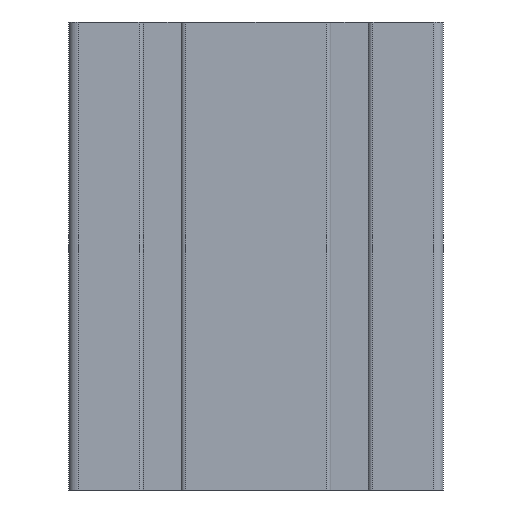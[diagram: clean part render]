
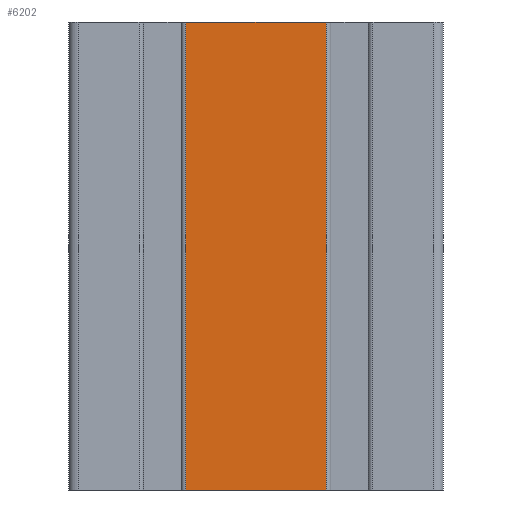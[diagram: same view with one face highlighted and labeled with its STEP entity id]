
A CAD part, left-side view. The second image highlights one B-rep face of the part: STEP entity #6202.
In plain terms, the highlighted planar face has unit normal (-1, 0, 0).
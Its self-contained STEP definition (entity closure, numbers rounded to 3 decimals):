
#186=PLANE('',#6802);
#492=FACE_OUTER_BOUND('',#806,.T.);
#806=EDGE_LOOP('',(#5085,#5086,#5087,#5088));
#1096=LINE('',#9437,#1720);
#1113=LINE('',#9487,#1737);
#1436=LINE('',#10445,#2060);
#1437=LINE('',#10446,#2061);
#1720=VECTOR('',#7596,100.);
#1737=VECTOR('',#7643,100.);
#2060=VECTOR('',#8588,30.);
#2061=VECTOR('',#8589,30.);
#2643=VERTEX_POINT('',#9433);
#2644=VERTEX_POINT('',#9435);
#2661=VERTEX_POINT('',#9484);
#2662=VERTEX_POINT('',#9486);
#3384=EDGE_CURVE('',#2643,#2644,#1096,.T.);
#3408=EDGE_CURVE('',#2661,#2662,#1113,.T.);
#3884=EDGE_CURVE('',#2662,#2644,#1436,.T.);
#3885=EDGE_CURVE('',#2661,#2643,#1437,.T.);
#5085=ORIENTED_EDGE('',*,*,#3384,.T.);
#5086=ORIENTED_EDGE('',*,*,#3884,.F.);
#5087=ORIENTED_EDGE('',*,*,#3408,.F.);
#5088=ORIENTED_EDGE('',*,*,#3885,.T.);
#6202=ADVANCED_FACE('',(#492),#186,.T.);
#6802=AXIS2_PLACEMENT_3D('',#10444,#8586,#8587);
#7596=DIRECTION('',(0.,0.,-1.));
#7643=DIRECTION('',(0.,0.,-1.));
#8586=DIRECTION('center_axis',(-1.,0.,0.));
#8587=DIRECTION('ref_axis',(0.,-1.,0.));
#8588=DIRECTION('',(0.,1.,0.));
#8589=DIRECTION('',(0.,1.,0.));
#9433=CARTESIAN_POINT('',(-40.,15.,100.));
#9435=CARTESIAN_POINT('',(-40.,15.,0.));
#9437=CARTESIAN_POINT('',(-40.,15.,0.));
#9484=CARTESIAN_POINT('',(-40.,-15.,100.));
#9486=CARTESIAN_POINT('',(-40.,-15.,0.));
#9487=CARTESIAN_POINT('',(-40.,-15.,0.));
#10444=CARTESIAN_POINT('Origin',(-40.,38.,0.));
#10445=CARTESIAN_POINT('',(-40.,19.,0.));
#10446=CARTESIAN_POINT('',(-40.,19.,100.));
